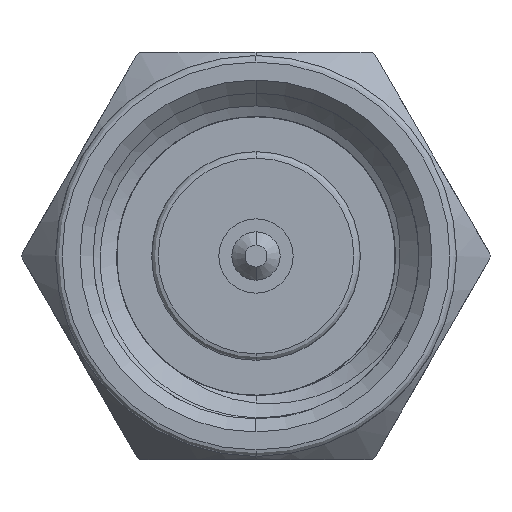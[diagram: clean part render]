
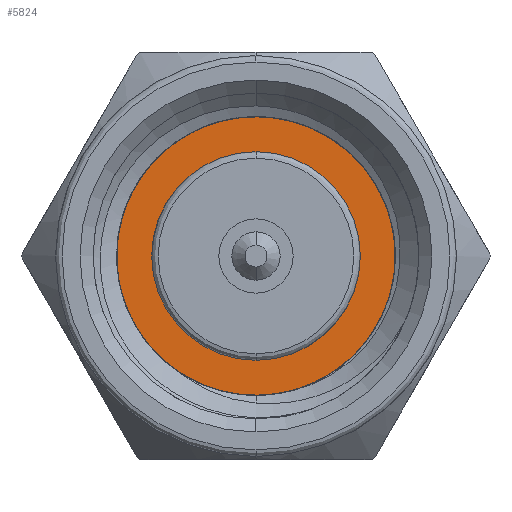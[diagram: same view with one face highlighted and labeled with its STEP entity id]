
A CAD part, left-side view. The second image highlights one B-rep face of the part: STEP entity #5824.
In plain terms, the highlighted planar face has unit normal (-1, 0, 0).
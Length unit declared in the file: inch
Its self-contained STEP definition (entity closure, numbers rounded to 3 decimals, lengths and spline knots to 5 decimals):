
#309 = EDGE_CURVE ( 'NONE', #9377, #2405, #5059, .T. ) ;
#320 = FACE_BOUND ( 'NONE', #4051, .T. ) ;
#381 = CARTESIAN_POINT ( 'NONE',  ( 0.15, -0.124, 0.00397 ) ) ;
#493 = CARTESIAN_POINT ( 'NONE',  ( 0.15, -0.11934, 0.02629 ) ) ;
#616 = CARTESIAN_POINT ( 'NONE',  ( 0.15, 0., -0.08 ) ) ;
#690 = DIRECTION ( 'NONE',  ( -1., 0., 0. ) ) ;
#692 = CIRCLE ( 'NONE', #6999, 0.125 ) ;
#758 = CARTESIAN_POINT ( 'NONE',  ( 0.15, 0.06247, 0.08682 ) ) ;
#769 = CARTESIAN_POINT ( 'NONE',  ( 0.15, 0.0437, 0.09963 ) ) ;
#799 = EDGE_CURVE ( 'NONE', #8216, #6070, #1602, .T. ) ;
#873 = CARTESIAN_POINT ( 'NONE',  ( 0.15, 0.03599, -0.1124 ) ) ;
#1144 = CARTESIAN_POINT ( 'NONE',  ( 0.15, -0.07301, -0.10146 ) ) ;
#1282 = ORIENTED_EDGE ( 'NONE', *, *, #8273, .T. ) ;
#1284 = CARTESIAN_POINT ( 'NONE',  ( 0.15, -0.07003, 0.09357 ) ) ;
#1335 = DIRECTION ( 'NONE',  ( 0., 0., 1. ) ) ;
#1348 = CARTESIAN_POINT ( 'NONE',  ( 0.15, -0.06022, 0.09925 ) ) ;
#1460 = CARTESIAN_POINT ( 'NONE',  ( 0.15, -0.09936, 0.06701 ) ) ;
#1579 = CARTESIAN_POINT ( 'NONE',  ( 0.15, 0.01167, 0.11102 ) ) ;
#1602 = CIRCLE ( 'NONE', #8745, 0.08 ) ;
#1701 = CARTESIAN_POINT ( 'NONE',  ( 0.15, 0.02267, 0.10853 ) ) ;
#1846 = CARTESIAN_POINT ( 'NONE',  ( 0.15, 0.10361, 0.03011 ) ) ;
#1937 = DIRECTION ( 'NONE',  ( -1., 0., 0. ) ) ;
#2280 = ORIENTED_EDGE ( 'NONE', *, *, #309, .T. ) ;
#2317 = CARTESIAN_POINT ( 'NONE',  ( 0.15, -0.12458, -0.00733 ) ) ;
#2380 = CARTESIAN_POINT ( 'NONE',  ( 0.15, 0.07521, -0.0896 ) ) ;
#2386 = EDGE_CURVE ( 'NONE', #9906, #9377, #692, .T. ) ;
#2400 = AXIS2_PLACEMENT_3D ( 'NONE', #5835, #690, #11087 ) ;
#2405 = VERTEX_POINT ( 'NONE', #758 ) ;
#2750 = CARTESIAN_POINT ( 'NONE',  ( 0.15, -0.031, -0.11822 ) ) ;
#2905 = CARTESIAN_POINT ( 'NONE',  ( 0.15, 0.07402, 0.07851 ) ) ;
#3044 = CARTESIAN_POINT ( 'NONE',  ( 0.15, -0.03911, 0.10764 ) ) ;
#3282 = CARTESIAN_POINT ( 'NONE',  ( 0.15, 0.04637, -0.1077 ) ) ;
#3481 = CIRCLE ( 'NONE', #2400, 0.08 ) ;
#3596 = CARTESIAN_POINT ( 'NONE',  ( 0.15, -0.06331, -0.10755 ) ) ;
#3600 = CARTESIAN_POINT ( 'NONE',  ( 0.15, 0., 0.08 ) ) ;
#3688 = VERTEX_POINT ( 'NONE', #9204 ) ;
#3759 = CARTESIAN_POINT ( 'NONE',  ( 0.15, -0.01409, -0.12033 ) ) ;
#3784 = CARTESIAN_POINT ( 'NONE',  ( 0.15, -0.07478, 0.09032 ) ) ;
#3804 = CARTESIAN_POINT ( 'NONE',  ( 0.15, 0.06247, 0.08682 ) ) ;
#3890 = CARTESIAN_POINT ( 'NONE',  ( 0.15, -0.0446, 0.10591 ) ) ;
#3943 = CARTESIAN_POINT ( 'NONE',  ( 0.15, -0.10592, 0.05744 ) ) ;
#4051 = EDGE_LOOP ( 'NONE', ( #8370, #7495 ) ) ;
#4223 = CARTESIAN_POINT ( 'NONE',  ( 0.15, 0.06247, 0.08682 ) ) ;
#4317 = CARTESIAN_POINT ( 'NONE',  ( 0.15, 0.03068, -0.11435 ) ) ;
#4441 = FACE_OUTER_BOUND ( 'NONE', #8128, .T. ) ;
#4521 = AXIS2_PLACEMENT_3D ( 'NONE', #7848, #1937, #10606 ) ;
#4666 = DIRECTION ( 'NONE',  ( -1., 0., 0. ) ) ;
#5059 = B_SPLINE_CURVE_WITH_KNOTS ( 'NONE', 3,
 ( #9985, #2317, #381, #5729, #493, #6419, #5563, #3943, #1460, #9035, #8022, #3784, #1284, #1348, #8139, #3890, #3044, #7637, #5114, #1579, #1701, #10210, #769, #11005, #6012, #4223 ),
 .UNSPECIFIED., .F., .F.,
 ( 4, 2, 2, 2, 2, 2, 2, 2, 2, 2, 2, 2, 4 ),
 ( 0., 0.00086, 0.00129, 0.00172, 0.00258, 0.00301, 0.00345, 0.00388, 0.00431, 0.00517, 0.00603, 0.00646, 0.00689 ),
 .UNSPECIFIED. ) ;
#5114 = CARTESIAN_POINT ( 'NONE',  ( 0.15, -0.01118, 0.11249 ) ) ;
#5432 = CARTESIAN_POINT ( 'NONE',  ( 0.15, 0.00289, -0.1205 ) ) ;
#5563 = CARTESIAN_POINT ( 'NONE',  ( 0.15, -0.11352, 0.04226 ) ) ;
#5729 = CARTESIAN_POINT ( 'NONE',  ( 0.15, -0.12081, 0.02072 ) ) ;
#5800 = CARTESIAN_POINT ( 'NONE',  ( 0.15, 0.05142, -0.10495 ) ) ;
#5824 = ADVANCED_FACE ( 'NONE', ( #4441, #320 ), #6239, .T. ) ;
#5835 = CARTESIAN_POINT ( 'NONE',  ( 0.15, 0., 0. ) ) ;
#6012 = CARTESIAN_POINT ( 'NONE',  ( 0.15, 0.05808, 0.0905 ) ) ;
#6070 = VERTEX_POINT ( 'NONE', #3600 ) ;
#6239 = PLANE ( 'NONE',  #4521 ) ;
#6329 = CARTESIAN_POINT ( 'NONE',  ( 0.15, 0.08386, 0.06788 ) ) ;
#6347 = CARTESIAN_POINT ( 'NONE',  ( 0.15, 0.01438, -0.11901 ) ) ;
#6372 = EDGE_CURVE ( 'NONE', #6070, #8216, #3481, .T. ) ;
#6419 = CARTESIAN_POINT ( 'NONE',  ( 0.15, -0.1157, 0.03704 ) ) ;
#6963 = CARTESIAN_POINT ( 'NONE',  ( 0.15, 0.1083, 0.00487 ) ) ;
#6999 = AXIS2_PLACEMENT_3D ( 'NONE', #8347, #9022, #1335 ) ;
#7004 = CARTESIAN_POINT ( 'NONE',  ( 0.15, 0.10575, 0.01604 ) ) ;
#7437 = CARTESIAN_POINT ( 'NONE',  ( 0.15, -0.12359, -0.01875 ) ) ;
#7495 = ORIENTED_EDGE ( 'NONE', *, *, #6372, .F. ) ;
#7637 = CARTESIAN_POINT ( 'NONE',  ( 0.15, -0.02249, 0.11154 ) ) ;
#7848 = CARTESIAN_POINT ( 'NONE',  ( 0.15, 0., 0. ) ) ;
#8022 = CARTESIAN_POINT ( 'NONE',  ( 0.15, -0.08368, 0.08322 ) ) ;
#8128 = EDGE_LOOP ( 'NONE', ( #11018, #2280, #8416, #1282 ) ) ;
#8139 = CARTESIAN_POINT ( 'NONE',  ( 0.15, -0.05514, 0.10172 ) ) ;
#8216 = VERTEX_POINT ( 'NONE', #616 ) ;
#8273 = EDGE_CURVE ( 'NONE', #3688, #9906, #10022, .T. ) ;
#8347 = CARTESIAN_POINT ( 'NONE',  ( 0.15, 0., 0. ) ) ;
#8370 = ORIENTED_EDGE ( 'NONE', *, *, #799, .F. ) ;
#8416 = ORIENTED_EDGE ( 'NONE', *, *, #8754, .T. ) ;
#8670 = CARTESIAN_POINT ( 'NONE',  ( 0.15, 0.09065, -0.07158 ) ) ;
#8745 = AXIS2_PLACEMENT_3D ( 'NONE', #10790, #4666, #9149 ) ;
#8754 = EDGE_CURVE ( 'NONE', #2405, #3688, #8856, .T. ) ;
#8839 = CARTESIAN_POINT ( 'NONE',  ( 0.15, -0.03661, -0.11698 ) ) ;
#8856 = B_SPLINE_CURVE_WITH_KNOTS ( 'NONE', 3,
 ( #3804, #2905, #6329, #9722, #1846, #7004 ),
 .UNSPECIFIED., .F., .F.,
 ( 4, 2, 4 ),
 ( 0., 0.00108, 0.00217 ),
 .UNSPECIFIED. ) ;
#9022 = DIRECTION ( 'NONE',  ( -1., 0., 0. ) ) ;
#9035 = CARTESIAN_POINT ( 'NONE',  ( 0.15, -0.08782, 0.07938 ) ) ;
#9149 = DIRECTION ( 'NONE',  ( 0., 0., 1. ) ) ;
#9172 = CARTESIAN_POINT ( 'NONE',  ( 0.15, -0.07301, -0.10146 ) ) ;
#9204 = CARTESIAN_POINT ( 'NONE',  ( 0.15, 0.10575, 0.01604 ) ) ;
#9258 = CARTESIAN_POINT ( 'NONE',  ( 0.15, 0.10416, -0.04019 ) ) ;
#9377 = VERTEX_POINT ( 'NONE', #7437 ) ;
#9722 = CARTESIAN_POINT ( 'NONE',  ( 0.15, 0.09867, 0.04366 ) ) ;
#9906 = VERTEX_POINT ( 'NONE', #9172 ) ;
#9985 = CARTESIAN_POINT ( 'NONE',  ( 0.15, -0.12359, -0.01875 ) ) ;
#10022 = B_SPLINE_CURVE_WITH_KNOTS ( 'NONE', 3,
 ( #10047, #6963, #10951, #10364, #9258, #8670, #2380, #5800, #3282, #873, #4317, #6347, #5432, #3759, #10587, #2750, #8839, #10425, #3596, #1144 ),
 .UNSPECIFIED., .F., .F.,
 ( 4, 2, 2, 2, 2, 2, 2, 2, 2, 4 ),
 ( 0., 0.00086, 0.00172, 0.00344, 0.00388, 0.00431, 0.00517, 0.0056, 0.00603, 0.00689 ),
 .UNSPECIFIED. ) ;
#10047 = CARTESIAN_POINT ( 'NONE',  ( 0.15, 0.10575, 0.01604 ) ) ;
#10210 = CARTESIAN_POINT ( 'NONE',  ( 0.15, 0.03855, 0.10218 ) ) ;
#10364 = CARTESIAN_POINT ( 'NONE',  ( 0.15, 0.10697, -0.02916 ) ) ;
#10425 = CARTESIAN_POINT ( 'NONE',  ( 0.15, -0.05291, -0.1122 ) ) ;
#10587 = CARTESIAN_POINT ( 'NONE',  ( 0.15, -0.01973, -0.11989 ) ) ;
#10606 = DIRECTION ( 'NONE',  ( 0., 0., 1. ) ) ;
#10790 = CARTESIAN_POINT ( 'NONE',  ( 0.15, 0., 0. ) ) ;
#10951 = CARTESIAN_POINT ( 'NONE',  ( 0.15, 0.10905, -0.00641 ) ) ;
#11005 = CARTESIAN_POINT ( 'NONE',  ( 0.15, 0.05345, 0.0938 ) ) ;
#11018 = ORIENTED_EDGE ( 'NONE', *, *, #2386, .T. ) ;
#11087 = DIRECTION ( 'NONE',  ( 0., 0., 1. ) ) ;
